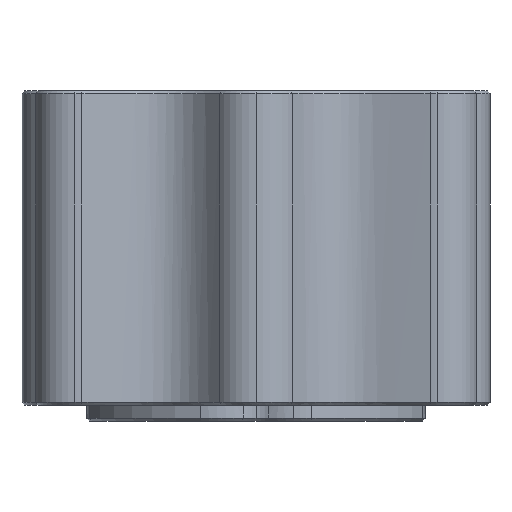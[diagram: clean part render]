
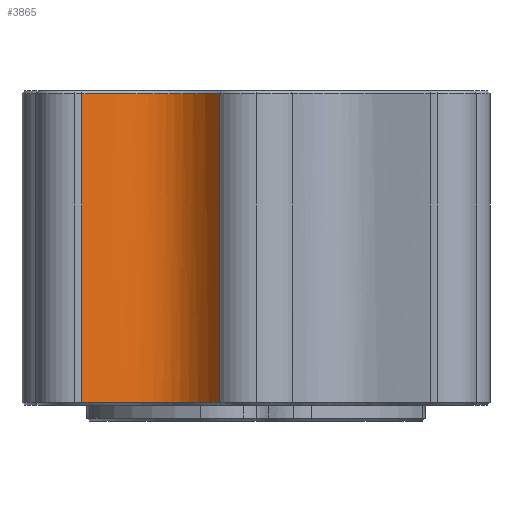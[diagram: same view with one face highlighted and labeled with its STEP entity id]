
A CAD part, left-side view. The second image highlights one B-rep face of the part: STEP entity #3865.
In plain terms, the highlighted free-form (B-spline) face has degree [3, 1] with [4, 2] control points.
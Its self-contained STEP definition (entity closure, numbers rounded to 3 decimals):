
#21 = CARTESIAN_POINT ( 'NONE',  ( -32.248, 21.758, 55. ) ) ;
#228 = CARTESIAN_POINT ( 'NONE',  ( -38.08, 6.441, 0.5 ) ) ;
#229 = VERTEX_POINT ( 'NONE', #3262 ) ;
#282 = ORIENTED_EDGE ( 'NONE', *, *, #1983, .T. ) ;
#457 = CARTESIAN_POINT ( 'NONE',  ( -26.316, 15.108, 0.5 ) ) ;
#511 = CARTESIAN_POINT ( 'NONE',  ( -26.316, 15.108, 55. ) ) ;
#1426 = VERTEX_POINT ( 'NONE', #1821 ) ;
#1580 = VERTEX_POINT ( 'NONE', #5887 ) ;
#1612 = CARTESIAN_POINT ( 'NONE',  ( -26.316, 15.108, 55. ) ) ;
#1649 = EDGE_LOOP ( 'NONE', ( #7255, #6452, #5932, #282 ) ) ;
#1814 = EDGE_CURVE ( 'NONE', #1426, #1580, #5838, .T. ) ;
#1821 = CARTESIAN_POINT ( 'NONE',  ( -38.08, 6.441, 55. ) ) ;
#1983 = EDGE_CURVE ( 'NONE', #8944, #1580, #2565, .T. ) ;
#2171 = LINE ( 'NONE', #4427, #8556 ) ;
#2301 = CARTESIAN_POINT ( 'NONE',  ( -26.316, 15.108, 0.5 ) ) ;
#2565 = B_SPLINE_CURVE_WITH_KNOTS ( 'NONE', 3,
 ( #7146, #7859, #457, #228 ),
 .UNSPECIFIED., .F., .F.,
 ( 4, 4 ),
 ( 0., 1. ),
 .UNSPECIFIED. ) ;
#3017 = CARTESIAN_POINT ( 'NONE',  ( -32.248, 21.758, 55. ) ) ;
#3070 = CARTESIAN_POINT ( 'NONE',  ( -33.886, 30.744, 55. ) ) ;
#3262 = CARTESIAN_POINT ( 'NONE',  ( -33.886, 30.744, 55. ) ) ;
#3865 = ADVANCED_FACE ( 'NONE', ( #4716 ), #9403, .F. ) ;
#4332 = DIRECTION ( 'NONE',  ( 0., 0., -1. ) ) ;
#4427 = CARTESIAN_POINT ( 'NONE',  ( -33.886, 30.744, 55.5 ) ) ;
#4716 = FACE_OUTER_BOUND ( 'NONE', #1649, .T. ) ;
#5662 = CARTESIAN_POINT ( 'NONE',  ( -38.08, 6.441, 0.5 ) ) ;
#5838 = LINE ( 'NONE', #9196, #7625 ) ;
#5887 = CARTESIAN_POINT ( 'NONE',  ( -38.08, 6.441, 0.5 ) ) ;
#5932 = ORIENTED_EDGE ( 'NONE', *, *, #10392, .T. ) ;
#6356 = DIRECTION ( 'NONE',  ( 0., 0., -1. ) ) ;
#6375 = CARTESIAN_POINT ( 'NONE',  ( -38.08, 6.441, 55. ) ) ;
#6452 = ORIENTED_EDGE ( 'NONE', *, *, #8171, .T. ) ;
#7146 = CARTESIAN_POINT ( 'NONE',  ( -33.886, 30.744, 0.5 ) ) ;
#7255 = ORIENTED_EDGE ( 'NONE', *, *, #1814, .F. ) ;
#7368 = CARTESIAN_POINT ( 'NONE',  ( -32.248, 21.758, 0.5 ) ) ;
#7426 = CARTESIAN_POINT ( 'NONE',  ( -33.886, 30.744, 0.5 ) ) ;
#7493 = CARTESIAN_POINT ( 'NONE',  ( -38.08, 6.441, 55. ) ) ;
#7625 = VECTOR ( 'NONE', #4332, 1000. ) ;
#7859 = CARTESIAN_POINT ( 'NONE',  ( -32.248, 21.758, 0.5 ) ) ;
#8171 = EDGE_CURVE ( 'NONE', #1426, #229, #9706, .T. ) ;
#8428 = CARTESIAN_POINT ( 'NONE',  ( -33.886, 30.744, 55. ) ) ;
#8556 = VECTOR ( 'NONE', #6356, 1000. ) ;
#8944 = VERTEX_POINT ( 'NONE', #9090 ) ;
#9090 = CARTESIAN_POINT ( 'NONE',  ( -33.886, 30.744, 0.5 ) ) ;
#9196 = CARTESIAN_POINT ( 'NONE',  ( -38.08, 6.441, 55.5 ) ) ;
#9403 = B_SPLINE_SURFACE_WITH_KNOTS ( 'NONE', 3, 1, ( 
 ( #3070, #7426 ),
 ( #3017, #7368 ),
 ( #511, #2301 ),
 ( #6375, #5662 ) ),
 .UNSPECIFIED., .F., .F., .F.,
 ( 4, 4 ),
 ( 2, 2 ),
 ( 0., 1. ),
 ( 0., 1. ),
 .UNSPECIFIED. ) ;
#9706 = B_SPLINE_CURVE_WITH_KNOTS ( 'NONE', 3,
 ( #7493, #1612, #21, #8428 ),
 .UNSPECIFIED., .F., .F.,
 ( 4, 4 ),
 ( 0., 1. ),
 .UNSPECIFIED. ) ;
#10392 = EDGE_CURVE ( 'NONE', #229, #8944, #2171, .T. ) ;
